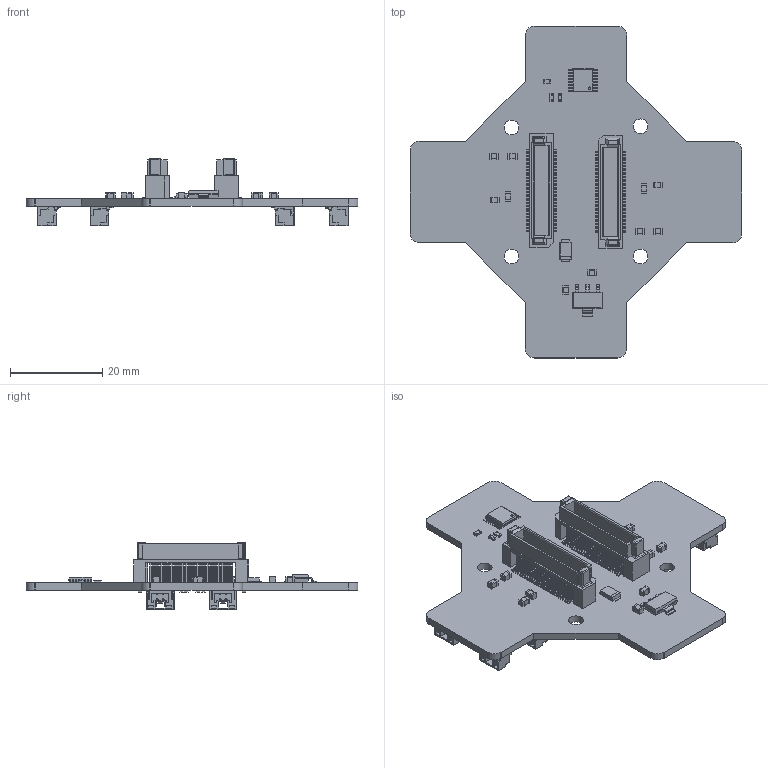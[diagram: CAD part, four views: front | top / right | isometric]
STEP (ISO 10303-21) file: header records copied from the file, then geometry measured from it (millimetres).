
FILE_DESCRIPTION(('KiCad electronic assembly'),'2;1');
FILE_NAME('CMOD_A7_Lower.step','2025-02-10T21:47:31',('Pcbnew'),('Kicad' ),'Open CASCADE STEP processor 7.8','KiCad to STEP converter', 'Unknown');
FILE_SCHEMA(('AUTOMOTIVE_DESIGN { 1 0 10303 214 1 1 1 1 }'));
Length unit declared in the file: millimetre
Products named in the file (16): CMOD_A7_Lower 1; FX8C-60P-SV4; C_0805_2012Metric; SOT-223; SOT_223; R_0603_1608Metric; D_SOD-128; TSSOP-16-1EP_4.4x5mm_P0.65mm; TSSOP_16_1EP_44x5mm_P065mm; JST_GH_SM02B-GHS-TB_1x02-1MP_P1.25mm_Horizontal; JST_SM02B_GHS_TB; _autosave-CMOD_A7_Lower_PCB
Assembly tree (42 placements, depth 3):
  CMOD_A7_Lower 1
    FX8C-60P-SV4  x2
      FX8C-60P-SV4
    C_0805_2012Metric  x10
      C_0805_2012Metric
    SOT-223
      SOT_223
    R_0603_1608Metric  x11
      R_0603_1608Metric
    D_SOD-128
      D_SOD-128
    TSSOP-16-1EP_4.4x5mm_P0.65mm
      TSSOP_16_1EP_44x5mm_P065mm
    JST_GH_SM02B-GHS-TB_1x02-1MP_P1.25mm_Horizontal  x8
      JST_SM02B_GHS_TB
    _autosave-CMOD_A7_Lower_PCB
Bounding box: 72 x 72 x 14.7 mm (x, y, z)
Volume: 6050.3 mm3; surface area: 10637.5 mm2
Topology: 35 solids, 35 shells, 3324 faces, 8949 edges, 5884 vertices
Faces by surface type: plane 2675, cylinder 569, bspline 64, extrusion 8, cone 8
Full cylindrical faces by diameter (mm): 0.5 x1, 0.762 x2, 1.143 x2, 3.2 x4
Entity records: 41832 total; most frequent: CARTESIAN_POINT 6960, ORIENTED_EDGE 6470, DIRECTION 6066, EDGE_CURVE 3235, VECTOR 2680, LINE 2676, VERTEX_POINT 2109, AXIS2_PLACEMENT_3D 1693
